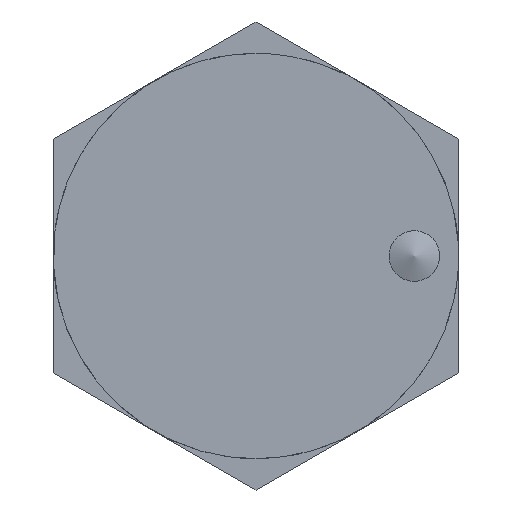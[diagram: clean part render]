
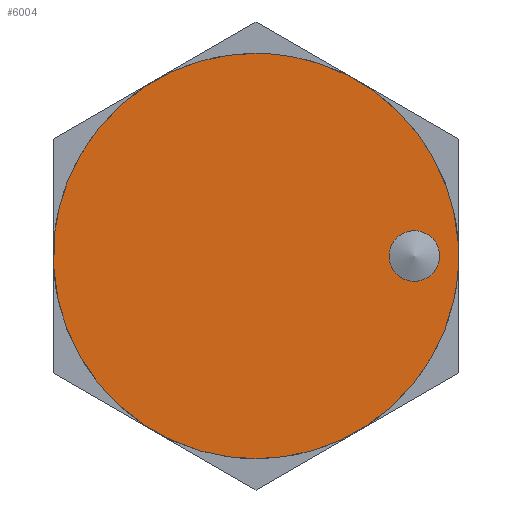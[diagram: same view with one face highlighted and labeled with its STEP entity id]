
A CAD part, front view. The second image highlights one B-rep face of the part: STEP entity #6004.
In plain terms, the highlighted free-form (B-spline) face has degree [1, 1] with [2, 2] control points.
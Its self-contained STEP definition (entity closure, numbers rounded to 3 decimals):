
#5638=CARTESIAN_POINT('',(0.,-13.791,-0.153));
#5639=VERTEX_POINT('',#5638);
#5645=CARTESIAN_POINT('',(0.0,-12.5,1.3));
#5646=VERTEX_POINT('',#5645);
#5647=CARTESIAN_POINT('',(0.,-13.791,-0.153));
#5648=CARTESIAN_POINT('',(0.0,-13.8,-0.077));
#5649=CARTESIAN_POINT('',(0.0,-13.8,0.));
#5650=CARTESIAN_POINT('',(0.0,-13.8,1.3));
#5651=CARTESIAN_POINT('',(0.0,-12.5,1.3));
#5659=(BOUNDED_CURVE()B_SPLINE_CURVE(2,(#5647,#5648,#5649,#5650,#5651),.UNSPECIFIED.,.F.,.U.)B_SPLINE_CURVE_WITH_KNOTS((3,2,3),(0.23,0.25,0.5),.UNSPECIFIED.)CURVE()GEOMETRIC_REPRESENTATION_ITEM()RATIONAL_B_SPLINE_CURVE((0.956,0.976,1.0,0.707,1.0))REPRESENTATION_ITEM(''));
#5660=EDGE_CURVE('',#5639,#5646,#5659,.T.);
#5662=CARTESIAN_POINT('',(0.,-11.202,0.079));
#5663=VERTEX_POINT('',#5662);
#5664=CARTESIAN_POINT('',(0.0,-12.5,1.3));
#5665=CARTESIAN_POINT('',(0.0,-11.277,1.3));
#5666=CARTESIAN_POINT('',(0.,-11.202,0.079));
#5674=(BOUNDED_CURVE()B_SPLINE_CURVE(2,(#5664,#5665,#5666),.UNSPECIFIED.,.F.,.U.)B_SPLINE_CURVE_WITH_KNOTS((3,3),(0.5,0.739),.UNSPECIFIED.)CURVE()GEOMETRIC_REPRESENTATION_ITEM()RATIONAL_B_SPLINE_CURVE((1.0,0.72,0.976))REPRESENTATION_ITEM(''));
#5675=EDGE_CURVE('',#5646,#5663,#5674,.T.);
#5749=CARTESIAN_POINT('',(0.0,-12.5,-1.3));
#5750=VERTEX_POINT('',#5749);
#5751=CARTESIAN_POINT('',(0.,-11.202,0.079));
#5752=CARTESIAN_POINT('',(0.0,-11.2,0.04));
#5753=CARTESIAN_POINT('',(0.0,-11.2,0.));
#5754=CARTESIAN_POINT('',(0.0,-11.2,-1.3));
#5755=CARTESIAN_POINT('',(0.0,-12.5,-1.3));
#5763=(BOUNDED_CURVE()B_SPLINE_CURVE(2,(#5751,#5752,#5753,#5754,#5755),.UNSPECIFIED.,.F.,.U.)B_SPLINE_CURVE_WITH_KNOTS((3,2,3),(0.739,0.75,1.0),.UNSPECIFIED.)CURVE()GEOMETRIC_REPRESENTATION_ITEM()RATIONAL_B_SPLINE_CURVE((0.976,0.988,1.0,0.707,1.0))REPRESENTATION_ITEM(''));
#5764=EDGE_CURVE('',#5663,#5750,#5763,.T.);
#5766=CARTESIAN_POINT('',(0.0,-12.5,-1.3));
#5767=CARTESIAN_POINT('',(0.0,-13.655,-1.3));
#5768=CARTESIAN_POINT('',(0.,-13.791,-0.153));
#5776=(BOUNDED_CURVE()B_SPLINE_CURVE(2,(#5766,#5767,#5768),.UNSPECIFIED.,.F.,.U.)B_SPLINE_CURVE_WITH_KNOTS((3,3),(0.0,0.23),.UNSPECIFIED.)CURVE()GEOMETRIC_REPRESENTATION_ITEM()RATIONAL_B_SPLINE_CURVE((1.0,0.731,0.956))REPRESENTATION_ITEM(''));
#5777=EDGE_CURVE('',#5750,#5639,#5776,.T.);
#5839=CARTESIAN_POINT('',(0.,-15.97,-0.977));
#5840=VERTEX_POINT('',#5839);
#5846=CARTESIAN_POINT('',(0.,0.0,-16.0));
#5847=VERTEX_POINT('',#5846);
#5848=CARTESIAN_POINT('',(0.,0.0,-16.0));
#5849=CARTESIAN_POINT('',(0.,-15.051,-16.));
#5850=CARTESIAN_POINT('',(0.,-15.97,-0.977));
#5858=(BOUNDED_CURVE()B_SPLINE_CURVE(2,(#5848,#5849,#5850),.UNSPECIFIED.,.F.,.U.)B_SPLINE_CURVE_WITH_KNOTS((3,3),(0.5,0.739),.UNSPECIFIED.)CURVE()GEOMETRIC_REPRESENTATION_ITEM()RATIONAL_B_SPLINE_CURVE((1.0,0.72,0.976))REPRESENTATION_ITEM(''));
#5859=EDGE_CURVE('',#5847,#5840,#5858,.T.);
#5861=CARTESIAN_POINT('',(0.,15.888,1.889));
#5862=VERTEX_POINT('',#5861);
#5863=CARTESIAN_POINT('',(0.,15.888,1.889));
#5864=CARTESIAN_POINT('',(0.,16.,0.948));
#5865=CARTESIAN_POINT('',(0.,16.0,0.0));
#5866=CARTESIAN_POINT('',(0.,16.,-16.));
#5867=CARTESIAN_POINT('',(0.,0.0,-16.0));
#5875=(BOUNDED_CURVE()B_SPLINE_CURVE(2,(#5863,#5864,#5865,#5866,#5867),.UNSPECIFIED.,.F.,.U.)B_SPLINE_CURVE_WITH_KNOTS((3,2,3),(0.23,0.25,0.5),.UNSPECIFIED.)CURVE()GEOMETRIC_REPRESENTATION_ITEM()RATIONAL_B_SPLINE_CURVE((0.956,0.976,1.0,0.707,1.0))REPRESENTATION_ITEM(''));
#5876=EDGE_CURVE('',#5862,#5847,#5875,.T.);
#5920=CARTESIAN_POINT('',(0.,0.0,16.0));
#5921=VERTEX_POINT('',#5920);
#5922=CARTESIAN_POINT('',(0.,0.0,16.0));
#5923=CARTESIAN_POINT('',(0.,14.211,16.));
#5924=CARTESIAN_POINT('',(0.,15.888,1.889));
#5932=(BOUNDED_CURVE()B_SPLINE_CURVE(2,(#5922,#5923,#5924),.UNSPECIFIED.,.F.,.U.)B_SPLINE_CURVE_WITH_KNOTS((3,3),(0.0,0.23),.UNSPECIFIED.)CURVE()GEOMETRIC_REPRESENTATION_ITEM()RATIONAL_B_SPLINE_CURVE((1.0,0.731,0.956))REPRESENTATION_ITEM(''));
#5933=EDGE_CURVE('',#5921,#5862,#5932,.T.);
#5935=CARTESIAN_POINT('',(0.,-15.97,-0.977));
#5936=CARTESIAN_POINT('',(0.,-16.,-0.489));
#5937=CARTESIAN_POINT('',(0.,-16.0,0.0));
#5938=CARTESIAN_POINT('',(0.,-16.,16.));
#5939=CARTESIAN_POINT('',(0.,0.0,16.0));
#5947=(BOUNDED_CURVE()B_SPLINE_CURVE(2,(#5935,#5936,#5937,#5938,#5939),.UNSPECIFIED.,.F.,.U.)B_SPLINE_CURVE_WITH_KNOTS((3,2,3),(0.739,0.75,1.0),.UNSPECIFIED.)CURVE()GEOMETRIC_REPRESENTATION_ITEM()RATIONAL_B_SPLINE_CURVE((0.976,0.988,1.0,0.707,1.0))REPRESENTATION_ITEM(''));
#5948=EDGE_CURVE('',#5840,#5921,#5947,.T.);
#5987=CARTESIAN_POINT('',(0.,-17.598,17.598));
#5988=CARTESIAN_POINT('',(0.,-17.598,-17.598));
#5989=CARTESIAN_POINT('',(0.,17.598,17.598));
#5990=CARTESIAN_POINT('',(0.,17.598,-17.598));
#5991=B_SPLINE_SURFACE_WITH_KNOTS('',1,1,((#5987,#5989),(#5988,#5990)),.UNSPECIFIED.,.F.,.F.,.U.,(2,2),(2,2),(0.0,35.197),(0.0,35.196),.UNSPECIFIED.);
#5992=ORIENTED_EDGE('',*,*,#5933,.T.);
#5993=ORIENTED_EDGE('',*,*,#5876,.T.);
#5994=ORIENTED_EDGE('',*,*,#5859,.T.);
#5995=ORIENTED_EDGE('',*,*,#5948,.T.);
#5996=EDGE_LOOP('',(#5992,#5993,#5994,#5995));
#5997=FACE_OUTER_BOUND('',#5996,.T.);
#5998=ORIENTED_EDGE('',*,*,#5675,.F.);
#5999=ORIENTED_EDGE('',*,*,#5660,.F.);
#6000=ORIENTED_EDGE('',*,*,#5777,.F.);
#6001=ORIENTED_EDGE('',*,*,#5764,.F.);
#6002=EDGE_LOOP('',(#5998,#5999,#6000,#6001));
#6003=FACE_BOUND('',#6002,.T.);
#6004=ADVANCED_FACE('',(#5997,#6003),#5991,.F.);
